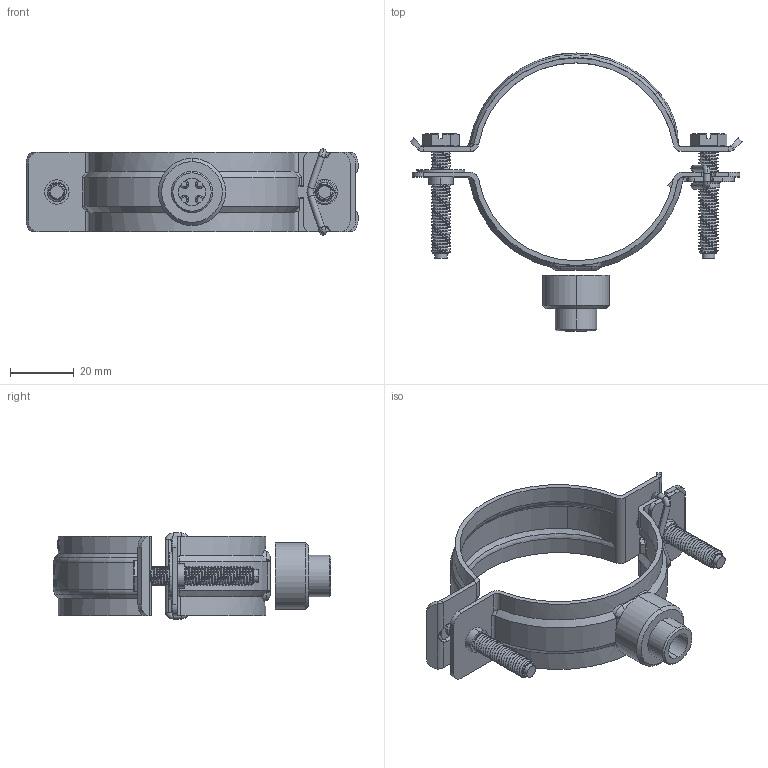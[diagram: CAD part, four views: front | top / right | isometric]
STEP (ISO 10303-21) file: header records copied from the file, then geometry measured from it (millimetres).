
FILE_DESCRIPTION (( 'STEP AP203' ), '1' );
FILE_NAME ('50.107RK.STEP', '2024-03-25T12:37:34', ( '' ), ( '' ), 'SwSTEP 2.0', 'SolidWorks 2023', '' );
FILE_SCHEMA (( 'CONFIG_CONTROL_DESIGN' ));
Products named in the file (1): 50.107RK
Bounding box: 104.02 x 87.09 x 27 mm (x, y, z)
Surface area: 20063.1 mm2 (no closed solid volume)
Topology: 0 solids, 9 shells, 671 faces, 2320 edges, 1594 vertices
Faces by surface type: cylinder 267, plane 202, bspline 129, cone 45, torus 26, sphere 2
Entity records: 38918 total; most frequent: CARTESIAN_POINT 21730, ORIENTED_EDGE 3962, DIRECTION 2753, EDGE_CURVE 2318, VERTEX_POINT 1594, AXIS2_PLACEMENT_3D 1029, B_SPLINE_CURVE_WITH_KNOTS 841, EDGE_LOOP 714
